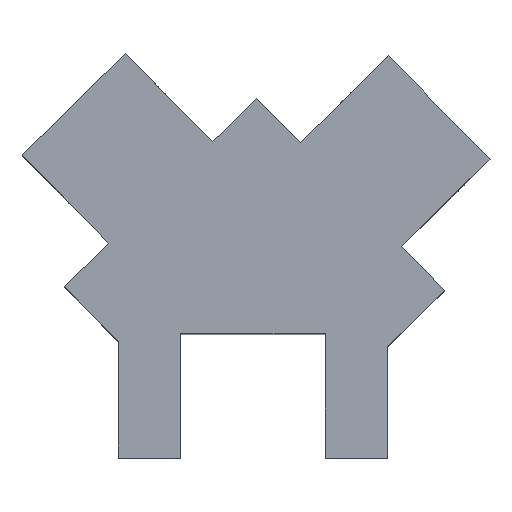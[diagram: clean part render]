
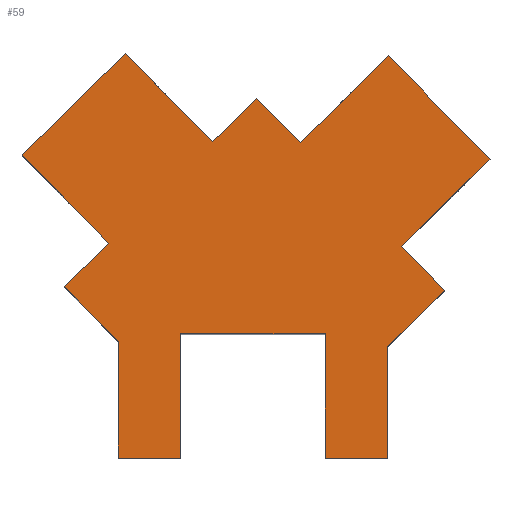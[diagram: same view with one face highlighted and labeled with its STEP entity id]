
A CAD part, top view. The second image highlights one B-rep face of the part: STEP entity #59.
In plain terms, the highlighted planar face has unit normal (0, 0, 1).
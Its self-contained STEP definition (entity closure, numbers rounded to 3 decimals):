
#59=ADVANCED_FACE('',(#96),#692,.T.);
#96=FACE_OUTER_BOUND('',#149,.T.);
#149=EDGE_LOOP('',(#275,#276,#277,#278,#279,#280,#281,#282,#283,#284,#285,
#286,#287,#288,#289,#290,#291,#292,#293));
#275=ORIENTED_EDGE('',*,*,#432,.F.);
#276=ORIENTED_EDGE('',*,*,#429,.F.);
#277=ORIENTED_EDGE('',*,*,#426,.F.);
#278=ORIENTED_EDGE('',*,*,#423,.F.);
#279=ORIENTED_EDGE('',*,*,#420,.F.);
#280=ORIENTED_EDGE('',*,*,#417,.F.);
#281=ORIENTED_EDGE('',*,*,#414,.F.);
#282=ORIENTED_EDGE('',*,*,#411,.F.);
#283=ORIENTED_EDGE('',*,*,#408,.F.);
#284=ORIENTED_EDGE('',*,*,#405,.F.);
#285=ORIENTED_EDGE('',*,*,#402,.F.);
#286=ORIENTED_EDGE('',*,*,#399,.F.);
#287=ORIENTED_EDGE('',*,*,#396,.F.);
#288=ORIENTED_EDGE('',*,*,#393,.F.);
#289=ORIENTED_EDGE('',*,*,#390,.F.);
#290=ORIENTED_EDGE('',*,*,#387,.F.);
#291=ORIENTED_EDGE('',*,*,#384,.F.);
#292=ORIENTED_EDGE('',*,*,#381,.F.);
#293=ORIENTED_EDGE('',*,*,#377,.F.);
#377=EDGE_CURVE('',#587,#588,#530,.T.);
#381=EDGE_CURVE('',#588,#591,#534,.T.);
#384=EDGE_CURVE('',#591,#593,#537,.T.);
#387=EDGE_CURVE('',#593,#595,#540,.T.);
#390=EDGE_CURVE('',#595,#597,#543,.T.);
#393=EDGE_CURVE('',#597,#599,#546,.T.);
#396=EDGE_CURVE('',#599,#601,#549,.T.);
#399=EDGE_CURVE('',#601,#603,#552,.T.);
#402=EDGE_CURVE('',#603,#605,#555,.T.);
#405=EDGE_CURVE('',#605,#607,#558,.T.);
#408=EDGE_CURVE('',#607,#609,#561,.T.);
#411=EDGE_CURVE('',#609,#611,#564,.T.);
#414=EDGE_CURVE('',#611,#613,#567,.T.);
#417=EDGE_CURVE('',#613,#615,#570,.T.);
#420=EDGE_CURVE('',#615,#617,#573,.T.);
#423=EDGE_CURVE('',#617,#619,#576,.T.);
#426=EDGE_CURVE('',#619,#621,#579,.T.);
#429=EDGE_CURVE('',#621,#623,#582,.T.);
#432=EDGE_CURVE('',#623,#587,#585,.T.);
#530=B_SPLINE_CURVE_WITH_KNOTS('',1,(#1013,#1014),.UNSPECIFIED.,.F.,.F.,
(2,2),(-177.23,-171.23),.UNSPECIFIED.);
#534=B_SPLINE_CURVE_WITH_KNOTS('',1,(#1021,#1022),.UNSPECIFIED.,.F.,.F.,
(2,2),(-171.23,-159.23),.UNSPECIFIED.);
#537=B_SPLINE_CURVE_WITH_KNOTS('',1,(#1027,#1028),.UNSPECIFIED.,.F.,.F.,
(2,2),(-159.23,-145.23),.UNSPECIFIED.);
#540=B_SPLINE_CURVE_WITH_KNOTS('',1,(#1033,#1034),.UNSPECIFIED.,.F.,.F.,
(2,2),(-145.23,-133.23),.UNSPECIFIED.);
#543=B_SPLINE_CURVE_WITH_KNOTS('',1,(#1039,#1040),.UNSPECIFIED.,.F.,.F.,
(2,2),(-133.23,-127.23),.UNSPECIFIED.);
#546=B_SPLINE_CURVE_WITH_KNOTS('',1,(#1045,#1046),.UNSPECIFIED.,.F.,.F.,
(2,2),(-127.23,-120.976),.UNSPECIFIED.);
#549=B_SPLINE_CURVE_WITH_KNOTS('',1,(#1051,#1052),.UNSPECIFIED.,.F.,.F.,
(2,2),(-120.976,-113.541),.UNSPECIFIED.);
#552=B_SPLINE_CURVE_WITH_KNOTS('',1,(#1057,#1058),.UNSPECIFIED.,.F.,.F.,
(2,2),(-113.541,-107.541),.UNSPECIFIED.);
#555=B_SPLINE_CURVE_WITH_KNOTS('',1,(#1063,#1064),.UNSPECIFIED.,.F.,.F.,
(2,2),(-107.541,-95.541),.UNSPECIFIED.);
#558=B_SPLINE_CURVE_WITH_KNOTS('',1,(#1069,#1070),.UNSPECIFIED.,.F.,.F.,
(2,2),(-95.541,-81.541),.UNSPECIFIED.);
#561=B_SPLINE_CURVE_WITH_KNOTS('',1,(#1075,#1076),.UNSPECIFIED.,.F.,.F.,
(2,2),(-81.541,-69.541),.UNSPECIFIED.);
#564=B_SPLINE_CURVE_WITH_KNOTS('',1,(#1081,#1082),.UNSPECIFIED.,.F.,.F.,
(2,2),(-69.541,-63.541),.UNSPECIFIED.);
#567=B_SPLINE_CURVE_WITH_KNOTS('',1,(#1087,#1088),.UNSPECIFIED.,.F.,.F.,
(2,2),(-63.541,-57.541),.UNSPECIFIED.);
#570=B_SPLINE_CURVE_WITH_KNOTS('',1,(#1093,#1094),.UNSPECIFIED.,.F.,.F.,
(2,2),(-57.541,-45.541),.UNSPECIFIED.);
#573=B_SPLINE_CURVE_WITH_KNOTS('',1,(#1099,#1100),.UNSPECIFIED.,.F.,.F.,
(2,2),(-45.541,-31.541),.UNSPECIFIED.);
#576=B_SPLINE_CURVE_WITH_KNOTS('',1,(#1105,#1106),.UNSPECIFIED.,.F.,.F.,
(2,2),(-31.541,-19.541),.UNSPECIFIED.);
#579=B_SPLINE_CURVE_WITH_KNOTS('',1,(#1111,#1112),.UNSPECIFIED.,.F.,.F.,
(2,2),(-19.541,-13.541),.UNSPECIFIED.);
#582=B_SPLINE_CURVE_WITH_KNOTS('',1,(#1117,#1118),.UNSPECIFIED.,.F.,.F.,
(2,2),(-13.541,-5.751),.UNSPECIFIED.);
#585=B_SPLINE_CURVE_WITH_KNOTS('',1,(#1123,#1124),.UNSPECIFIED.,.F.,.F.,
(2,2),(-5.751,0.),.UNSPECIFIED.);
#587=VERTEX_POINT('',#943);
#588=VERTEX_POINT('',#944);
#591=VERTEX_POINT('',#947);
#593=VERTEX_POINT('',#949);
#595=VERTEX_POINT('',#951);
#597=VERTEX_POINT('',#953);
#599=VERTEX_POINT('',#955);
#601=VERTEX_POINT('',#957);
#603=VERTEX_POINT('',#959);
#605=VERTEX_POINT('',#961);
#607=VERTEX_POINT('',#963);
#609=VERTEX_POINT('',#965);
#611=VERTEX_POINT('',#967);
#613=VERTEX_POINT('',#969);
#615=VERTEX_POINT('',#971);
#617=VERTEX_POINT('',#973);
#619=VERTEX_POINT('',#975);
#621=VERTEX_POINT('',#977);
#623=VERTEX_POINT('',#979);
#692=PLANE('',#733);
#733=AXIS2_PLACEMENT_3D('',#781,#757,$);
#757=DIRECTION('',(0.,0.,1.));
#781=CARTESIAN_POINT('',(230.5,70.539,85.993));
#943=CARTESIAN_POINT('',(283.827,50.869,85.993));
#944=CARTESIAN_POINT('',(277.827,50.869,85.993));
#947=CARTESIAN_POINT('',(277.827,62.869,85.993));
#949=CARTESIAN_POINT('',(263.827,62.869,85.993));
#951=CARTESIAN_POINT('',(263.827,50.869,85.993));
#953=CARTESIAN_POINT('',(257.827,50.869,85.993));
#955=CARTESIAN_POINT('',(257.827,62.123,85.993));
#957=CARTESIAN_POINT('',(252.621,67.43,85.993));
#959=CARTESIAN_POINT('',(256.905,71.632,85.993));
#961=CARTESIAN_POINT('',(248.502,80.199,85.993));
#963=CARTESIAN_POINT('',(258.497,90.002,85.993));
#965=CARTESIAN_POINT('',(266.9,81.435,85.993));
#967=CARTESIAN_POINT('',(271.183,85.636,85.993));
#969=CARTESIAN_POINT('',(275.384,81.353,85.993));
#971=CARTESIAN_POINT('',(283.951,89.756,85.993));
#973=CARTESIAN_POINT('',(293.755,79.761,85.993));
#975=CARTESIAN_POINT('',(285.188,71.358,85.993));
#977=CARTESIAN_POINT('',(289.389,67.075,85.993));
#979=CARTESIAN_POINT('',(283.827,61.619,85.993));
#1013=CARTESIAN_POINT('',(283.827,50.869,85.993));
#1014=CARTESIAN_POINT('',(277.827,50.869,85.993));
#1021=CARTESIAN_POINT('',(277.827,50.869,85.993));
#1022=CARTESIAN_POINT('',(277.827,62.869,85.993));
#1027=CARTESIAN_POINT('',(277.827,62.869,85.993));
#1028=CARTESIAN_POINT('',(263.827,62.869,85.993));
#1033=CARTESIAN_POINT('',(263.827,62.869,85.993));
#1034=CARTESIAN_POINT('',(263.827,50.869,85.993));
#1039=CARTESIAN_POINT('',(263.827,50.869,85.993));
#1040=CARTESIAN_POINT('',(257.827,50.869,85.993));
#1045=CARTESIAN_POINT('',(257.827,50.869,85.993));
#1046=CARTESIAN_POINT('',(257.827,62.123,85.993));
#1051=CARTESIAN_POINT('',(257.827,62.123,85.993));
#1052=CARTESIAN_POINT('',(252.621,67.43,85.993));
#1057=CARTESIAN_POINT('',(252.621,67.43,85.993));
#1058=CARTESIAN_POINT('',(256.905,71.632,85.993));
#1063=CARTESIAN_POINT('',(256.905,71.632,85.993));
#1064=CARTESIAN_POINT('',(248.502,80.199,85.993));
#1069=CARTESIAN_POINT('',(248.502,80.199,85.993));
#1070=CARTESIAN_POINT('',(258.497,90.002,85.993));
#1075=CARTESIAN_POINT('',(258.497,90.002,85.993));
#1076=CARTESIAN_POINT('',(266.9,81.435,85.993));
#1081=CARTESIAN_POINT('',(266.9,81.435,85.993));
#1082=CARTESIAN_POINT('',(271.183,85.636,85.993));
#1087=CARTESIAN_POINT('',(271.183,85.636,85.993));
#1088=CARTESIAN_POINT('',(275.384,81.353,85.993));
#1093=CARTESIAN_POINT('',(275.384,81.353,85.993));
#1094=CARTESIAN_POINT('',(283.951,89.756,85.993));
#1099=CARTESIAN_POINT('',(283.951,89.756,85.993));
#1100=CARTESIAN_POINT('',(293.755,79.761,85.993));
#1105=CARTESIAN_POINT('',(293.755,79.761,85.993));
#1106=CARTESIAN_POINT('',(285.188,71.358,85.993));
#1111=CARTESIAN_POINT('',(285.188,71.358,85.993));
#1112=CARTESIAN_POINT('',(289.389,67.075,85.993));
#1117=CARTESIAN_POINT('',(289.389,67.075,85.993));
#1118=CARTESIAN_POINT('',(283.827,61.619,85.993));
#1123=CARTESIAN_POINT('',(283.827,61.619,85.993));
#1124=CARTESIAN_POINT('',(283.827,50.869,85.993));
